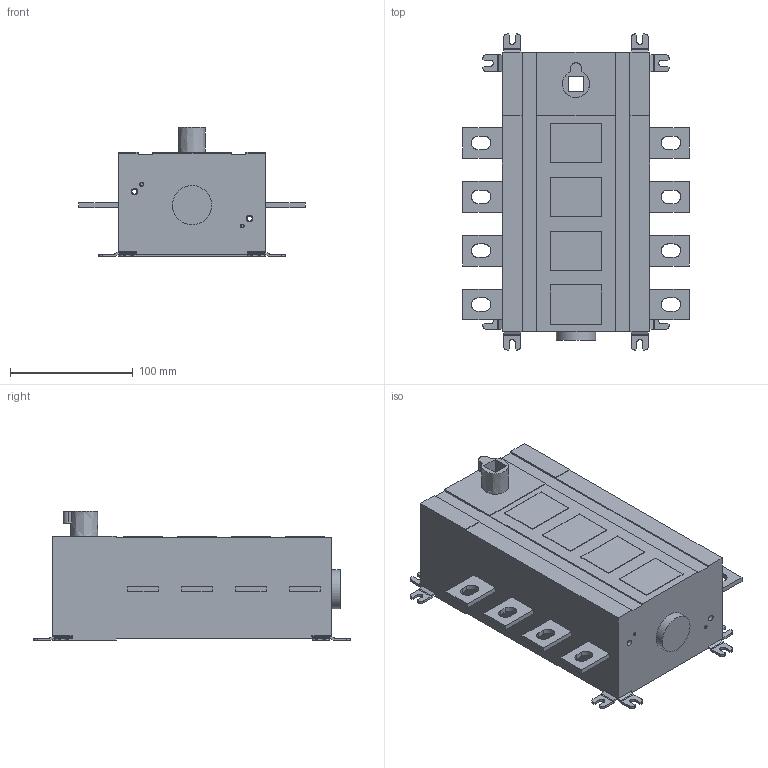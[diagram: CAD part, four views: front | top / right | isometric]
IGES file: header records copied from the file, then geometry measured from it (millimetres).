
Global section: file name: ot315e4-palikka.igs; preprocessor: I-DEAS 3D IGES Translator 9; date: 20040109.091527; units: millimetre
Bounding box: 185 x 258 x 105.5 mm (x, y, z)
Volume: 2276229.6 mm3; surface area: 146849.8 mm2
Topology: 1 solids, 1 shells, 420 faces, 1126 edges, 743 vertices
Faces by surface type: bspline 420
